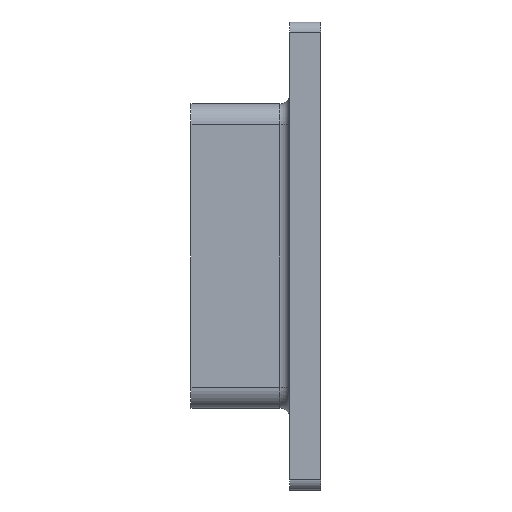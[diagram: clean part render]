
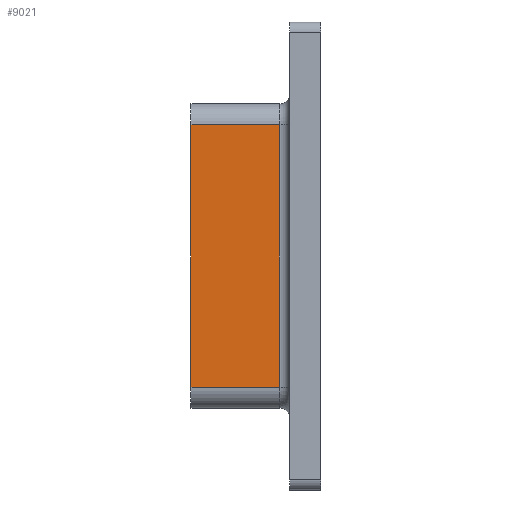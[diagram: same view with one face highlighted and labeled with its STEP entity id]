
A CAD part, left-side view. The second image highlights one B-rep face of the part: STEP entity #9021.
In plain terms, the highlighted planar face has unit normal (-1, 0, 0).
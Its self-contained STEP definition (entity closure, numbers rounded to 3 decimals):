
#158 = VERTEX_POINT ( 'NONE', #10646 ) ;
#1089 = VECTOR ( 'NONE', #5854, 1000. ) ;
#1115 = EDGE_LOOP ( 'NONE', ( #9498, #11133, #16222, #11991 ) ) ;
#3779 = EDGE_CURVE ( 'NONE', #5405, #158, #11431, .T. ) ;
#3947 = DIRECTION ( 'NONE',  ( 0., 0., 1. ) ) ;
#4973 = CARTESIAN_POINT ( 'NONE',  ( -29.25, 25., -25.25 ) ) ;
#5329 = CARTESIAN_POINT ( 'NONE',  ( -29.25, 25., -29.25 ) ) ;
#5405 = VERTEX_POINT ( 'NONE', #5686 ) ;
#5686 = CARTESIAN_POINT ( 'NONE',  ( -29.25, 8., -25.25 ) ) ;
#5854 = DIRECTION ( 'NONE',  ( 0., 0., 1. ) ) ;
#5868 = LINE ( 'NONE', #10806, #1089 ) ;
#6190 = DIRECTION ( 'NONE',  ( 0., -1., 0. ) ) ;
#7201 = VERTEX_POINT ( 'NONE', #10374 ) ;
#9021 = ADVANCED_FACE ( 'NONE', ( #15192 ), #11623, .F. ) ;
#9168 = EDGE_CURVE ( 'NONE', #158, #7201, #13784, .T. ) ;
#9498 = ORIENTED_EDGE ( 'NONE', *, *, #12409, .T. ) ;
#10299 = DIRECTION ( 'NONE',  ( 1., 0., 0. ) ) ;
#10374 = CARTESIAN_POINT ( 'NONE',  ( -29.25, 25., 25.25 ) ) ;
#10399 = LINE ( 'NONE', #4973, #12164 ) ;
#10461 = VECTOR ( 'NONE', #3947, 1000. ) ;
#10646 = CARTESIAN_POINT ( 'NONE',  ( -29.25, 8., 25.25 ) ) ;
#10806 = CARTESIAN_POINT ( 'NONE',  ( -29.25, 25., -29.25 ) ) ;
#10846 = VECTOR ( 'NONE', #13363, 1000. ) ;
#11133 = ORIENTED_EDGE ( 'NONE', *, *, #3779, .T. ) ;
#11431 = LINE ( 'NONE', #15265, #10461 ) ;
#11623 = PLANE ( 'NONE',  #16343 ) ;
#11688 = CARTESIAN_POINT ( 'NONE',  ( -29.25, 25., -25.25 ) ) ;
#11817 = EDGE_CURVE ( 'NONE', #14149, #7201, #5868, .T. ) ;
#11991 = ORIENTED_EDGE ( 'NONE', *, *, #11817, .F. ) ;
#12164 = VECTOR ( 'NONE', #6190, 1000. ) ;
#12409 = EDGE_CURVE ( 'NONE', #14149, #5405, #10399, .T. ) ;
#13313 = CARTESIAN_POINT ( 'NONE',  ( -29.25, 25., 25.25 ) ) ;
#13363 = DIRECTION ( 'NONE',  ( 0., 1., 0. ) ) ;
#13784 = LINE ( 'NONE', #13313, #10846 ) ;
#14149 = VERTEX_POINT ( 'NONE', #11688 ) ;
#15192 = FACE_OUTER_BOUND ( 'NONE', #1115, .T. ) ;
#15256 = DIRECTION ( 'NONE',  ( 0., 0., -1. ) ) ;
#15265 = CARTESIAN_POINT ( 'NONE',  ( -29.25, 8., -29.25 ) ) ;
#16222 = ORIENTED_EDGE ( 'NONE', *, *, #9168, .T. ) ;
#16343 = AXIS2_PLACEMENT_3D ( 'NONE', #5329, #10299, #15256 ) ;
